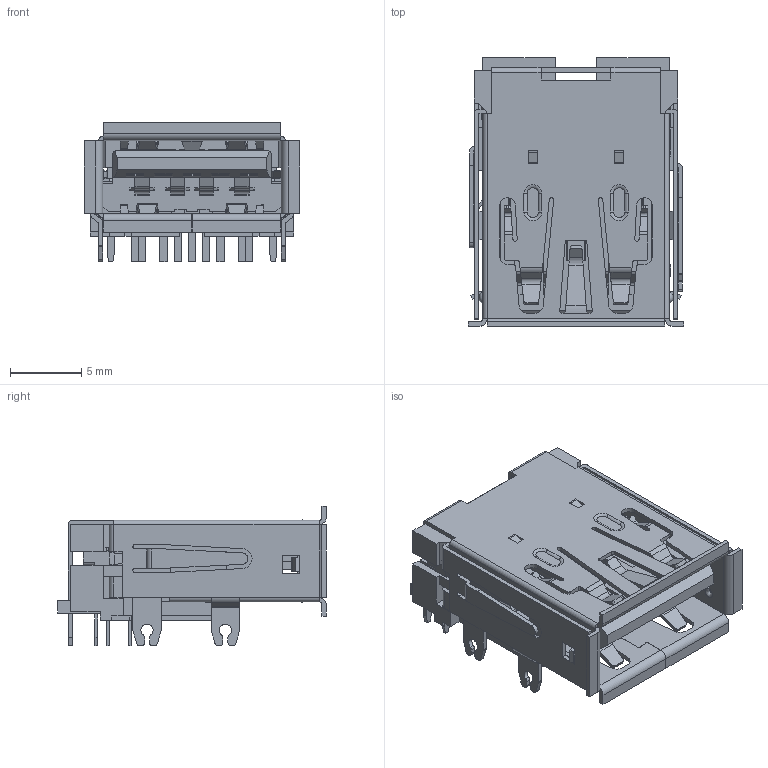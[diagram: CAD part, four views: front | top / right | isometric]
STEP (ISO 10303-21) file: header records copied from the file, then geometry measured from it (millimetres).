
FILE_DESCRIPTION(/* description */ ('Unknown'),/* implementation_level */ '2;1');
FILE_NAME(/* name */ '632121300001',/* time_stamp */ '2017-10-11T09:00:40+02:00',/* author */ ('Unknown'),/* organization */ ('Unknown'),/* preprocessor_version */ 'ST-DEVELOPER v16.7',/* originating_system */ 'DEX',/* authorisation */ $);
FILE_SCHEMA (('AUTOMOTIVE_DESIGN {1 0 10303 214 3 1 1}'));
Length unit declared in the file: millimetre
Products named in the file (8): 632121300001; 632121300001_Housing; 632121300001_Housing2; 632121300001_Pin2; 632121300001_Pin1; 632121300001_Shielding; 692624030101_PinLeft; 692624030101_PinRight
Assembly tree (14 placements, depth 2):
  632121300001
    632121300001_Housing
    632121300001_Housing2
    632121300001_Pin2  x4
    632121300001_Pin1  x5
    632121300001_Shielding
    692624030101_PinLeft
    692624030101_PinRight
Bounding box: 15.1 x 18.83 x 9.81 mm (x, y, z)
Volume: 692.9 mm3; surface area: 3681.6 mm2
Topology: 14 solids, 14 shells, 1845 faces, 5318 edges, 3482 vertices
Faces by surface type: plane 1279, cylinder 534, bspline 16, torus 16
Entity records: 45773 total; most frequent: CARTESIAN_POINT 8010, ORIENTED_EDGE 7868, DIRECTION 7372, EDGE_CURVE 3934, LINE 3188, VECTOR 3188, VERTEX_POINT 2578, AXIS2_PLACEMENT_3D 2092
